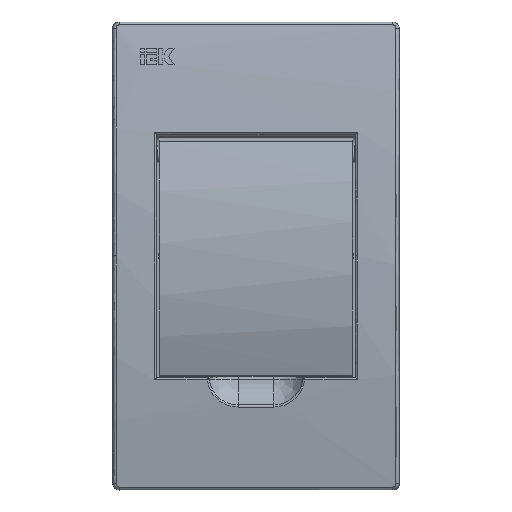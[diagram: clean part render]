
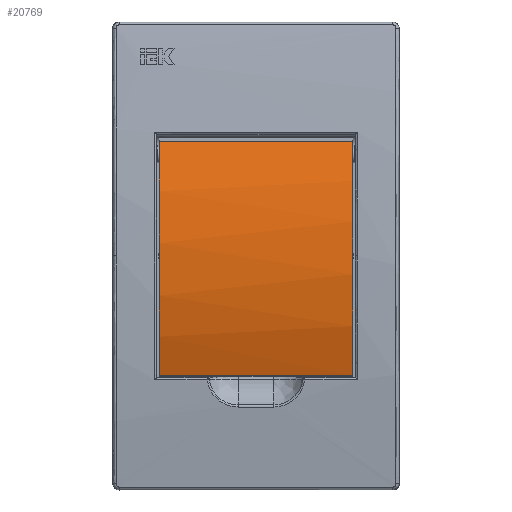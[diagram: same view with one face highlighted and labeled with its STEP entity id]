
A CAD part, top view. The second image highlights one B-rep face of the part: STEP entity #20769.
In plain terms, the highlighted cylindrical face has radius 164.613 mm (diameter 329.225 mm), a partial arc.
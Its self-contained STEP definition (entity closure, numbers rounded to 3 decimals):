
#580 = EDGE_CURVE ( 'NONE', #4378, #52778, #10300, .T. ) ;
#1695 = ORIENTED_EDGE ( 'NONE', *, *, #26847, .T. ) ;
#3028 = DIRECTION ( 'NONE',  ( -1., 0., 0. ) ) ;
#3135 = CARTESIAN_POINT ( 'NONE',  ( 46., -0.491, -78.612 ) ) ;
#4378 = VERTEX_POINT ( 'NONE', #47607 ) ;
#4893 = VERTEX_POINT ( 'NONE', #7540 ) ;
#5331 = CARTESIAN_POINT ( 'NONE',  ( -45.925, 54.325, 76.602 ) ) ;
#7540 = CARTESIAN_POINT ( 'NONE',  ( -45.925, 54.325, 76.602 ) ) ;
#8388 = VECTOR ( 'NONE', #35907, 1000. ) ;
#10300 =( BOUNDED_CURVE ( )  B_SPLINE_CURVE ( 3, ( #29596, #13300, #21533, #50255 ),
 .UNSPECIFIED., .F., .F. ) 
 B_SPLINE_CURVE_WITH_KNOTS ( ( 4, 4 ),
 ( 5.933, 6.623 ),
 .UNSPECIFIED. ) 
 CURVE ( )  GEOMETRIC_REPRESENTATION_ITEM ( )  RATIONAL_B_SPLINE_CURVE ( ( 1., 0.961, 0.961, 1. ) ) 
 REPRESENTATION_ITEM ( '' )  );
#11093 = ORIENTED_EDGE ( 'NONE', *, *, #43922, .T. ) ;
#11348 = CARTESIAN_POINT ( 'NONE',  ( 46.006, -56.921, 76.026 ) ) ;
#11494 = CARTESIAN_POINT ( 'NONE',  ( -45.924, -56.93, 76.026 ) ) ;
#13300 = CARTESIAN_POINT ( 'NONE',  ( 45.701, -20.661, 89.258 ) ) ;
#15453 = CARTESIAN_POINT ( 'NONE',  ( 45.914, 54.334, 76.602 ) ) ;
#20769 = ADVANCED_FACE ( 'NONE', ( #46649 ), #24837, .T. ) ;
#21533 = CARTESIAN_POINT ( 'NONE',  ( 45.694, 17.938, 89.458 ) ) ;
#21887 = CARTESIAN_POINT ( 'NONE',  ( -45.697, -20.67, 89.258 ) ) ;
#23219 = ORIENTED_EDGE ( 'NONE', *, *, #580, .T. ) ;
#24387 =( BOUNDED_CURVE ( )  B_SPLINE_CURVE ( 3, ( #5331, #29952, #21887, #50632 ),
 .UNSPECIFIED., .F., .F. ) 
 B_SPLINE_CURVE_WITH_KNOTS ( ( 4, 4 ),
 ( 2.802, 3.491 ),
 .UNSPECIFIED. ) 
 CURVE ( )  GEOMETRIC_REPRESENTATION_ITEM ( )  RATIONAL_B_SPLINE_CURVE ( ( 1., 0.961, 0.961, 1. ) ) 
 REPRESENTATION_ITEM ( '' )  );
#24837 = CYLINDRICAL_SURFACE ( 'NONE', #32964, 164.613 ) ;
#26847 = EDGE_CURVE ( 'NONE', #45137, #4378, #39837, .T. ) ;
#27685 = DIRECTION ( 'NONE',  ( 0., -1., 0. ) ) ;
#27876 = LINE ( 'NONE', #43938, #38804 ) ;
#29596 = CARTESIAN_POINT ( 'NONE',  ( 45.935, -56.921, 76.026 ) ) ;
#29952 = CARTESIAN_POINT ( 'NONE',  ( -45.697, 17.929, 89.458 ) ) ;
#31182 = EDGE_LOOP ( 'NONE', ( #23219, #52938, #11093, #1695 ) ) ;
#31839 = DIRECTION ( 'NONE',  ( -1., 0., 0. ) ) ;
#32964 = AXIS2_PLACEMENT_3D ( 'NONE', #3135, #31839, #27685 ) ;
#35907 = DIRECTION ( 'NONE',  ( 1., 0., 0. ) ) ;
#37320 = EDGE_CURVE ( 'NONE', #52778, #4893, #27876, .T. ) ;
#38804 = VECTOR ( 'NONE', #3028, 1000. ) ;
#39837 = LINE ( 'NONE', #11348, #8388 ) ;
#43922 = EDGE_CURVE ( 'NONE', #4893, #45137, #24387, .T. ) ;
#43938 = CARTESIAN_POINT ( 'NONE',  ( 45.995, 54.334, 76.602 ) ) ;
#45137 = VERTEX_POINT ( 'NONE', #11494 ) ;
#46649 = FACE_OUTER_BOUND ( 'NONE', #31182, .T. ) ;
#47607 = CARTESIAN_POINT ( 'NONE',  ( 45.935, -56.921, 76.026 ) ) ;
#50255 = CARTESIAN_POINT ( 'NONE',  ( 45.914, 54.334, 76.602 ) ) ;
#50632 = CARTESIAN_POINT ( 'NONE',  ( -45.924, -56.93, 76.026 ) ) ;
#52778 = VERTEX_POINT ( 'NONE', #15453 ) ;
#52938 = ORIENTED_EDGE ( 'NONE', *, *, #37320, .T. ) ;
